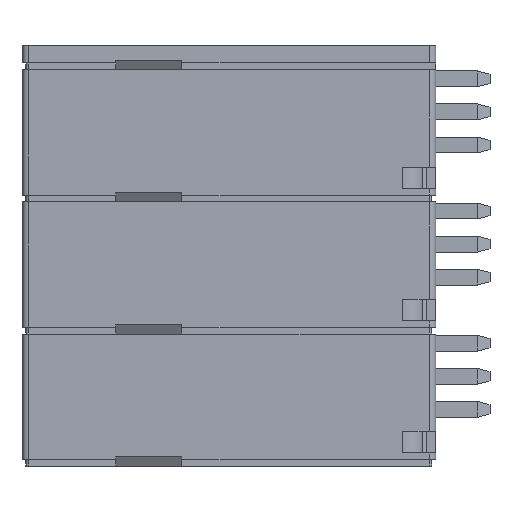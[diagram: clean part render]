
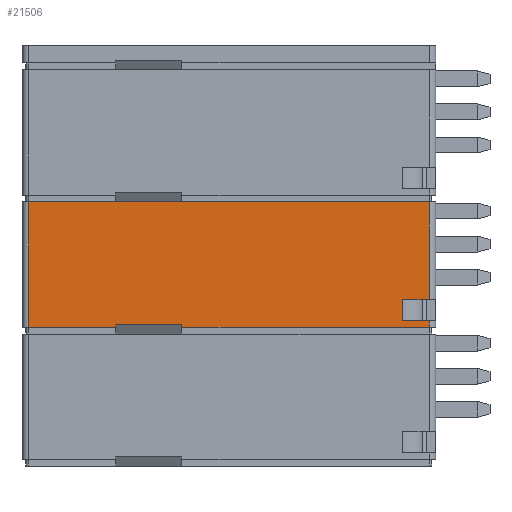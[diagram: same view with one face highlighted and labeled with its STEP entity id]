
A CAD part, left-side view. The second image highlights one B-rep face of the part: STEP entity #21506.
In plain terms, the highlighted planar face has unit normal (-1, 0, 0).
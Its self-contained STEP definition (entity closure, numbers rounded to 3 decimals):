
#701 = VECTOR ( 'NONE', #5598, 1000. ) ;
#734 = ORIENTED_EDGE ( 'NONE', *, *, #8186, .T. ) ;
#1312 = VERTEX_POINT ( 'NONE', #13488 ) ;
#1549 = DIRECTION ( 'NONE',  ( 0., 1., 0. ) ) ;
#1784 = ORIENTED_EDGE ( 'NONE', *, *, #29308, .T. ) ;
#2384 = EDGE_CURVE ( 'NONE', #17695, #6018, #16867, .T. ) ;
#2432 = EDGE_CURVE ( 'NONE', #9509, #17550, #15396, .T. ) ;
#2916 = CARTESIAN_POINT ( 'NONE',  ( -5., -22.8, -12.4 ) ) ;
#3071 = LINE ( 'NONE', #29337, #701 ) ;
#3085 = ORIENTED_EDGE ( 'NONE', *, *, #7245, .T. ) ;
#3859 = LINE ( 'NONE', #13443, #8065 ) ;
#4287 = LINE ( 'NONE', #28040, #16012 ) ;
#4472 = DIRECTION ( 'NONE',  ( 0., 0., 1. ) ) ;
#4762 = LINE ( 'NONE', #6816, #19289 ) ;
#4897 = VECTOR ( 'NONE', #26569, 1000. ) ;
#4910 = CARTESIAN_POINT ( 'NONE',  ( -5., 7.5, -14.5 ) ) ;
#5280 = DIRECTION ( 'NONE',  ( 0., 0., 1. ) ) ;
#5338 = CARTESIAN_POINT ( 'NONE',  ( -5., -22.8, -14.5 ) ) ;
#5472 = ORIENTED_EDGE ( 'NONE', *, *, #27224, .F. ) ;
#5598 = DIRECTION ( 'NONE',  ( 0., 1., 0. ) ) ;
#5807 = DIRECTION ( 'NONE',  ( 0., 0., -1. ) ) ;
#6018 = VERTEX_POINT ( 'NONE', #14401 ) ;
#6503 = VERTEX_POINT ( 'NONE', #10698 ) ;
#6816 = CARTESIAN_POINT ( 'NONE',  ( -5., 7.5, -14.5 ) ) ;
#6821 = DIRECTION ( 'NONE',  ( 0., 0., -1. ) ) ;
#7245 = EDGE_CURVE ( 'NONE', #9509, #6018, #3071, .T. ) ;
#7667 = VERTEX_POINT ( 'NONE', #25829 ) ;
#8065 = VECTOR ( 'NONE', #4472, 1000. ) ;
#8186 = EDGE_CURVE ( 'NONE', #28005, #6503, #14396, .T. ) ;
#8252 = EDGE_CURVE ( 'NONE', #27799, #21786, #29178, .T. ) ;
#9509 = VERTEX_POINT ( 'NONE', #26704 ) ;
#9788 = EDGE_CURVE ( 'NONE', #25800, #28005, #28934, .T. ) ;
#9835 = VECTOR ( 'NONE', #19592, 1000. ) ;
#10011 = CARTESIAN_POINT ( 'NONE',  ( -5., -4.1, -14.3 ) ) ;
#10698 = CARTESIAN_POINT ( 'NONE',  ( -5., -20.8, -14. ) ) ;
#10857 = VECTOR ( 'NONE', #5280, 1000. ) ;
#11680 = ORIENTED_EDGE ( 'NONE', *, *, #9788, .T. ) ;
#11827 = DIRECTION ( 'NONE',  ( 0., -1., 0. ) ) ;
#11943 = EDGE_CURVE ( 'NONE', #25800, #27799, #4287, .T. ) ;
#12324 = CARTESIAN_POINT ( 'NONE',  ( -5., -22.8, -14.5 ) ) ;
#12357 = EDGE_LOOP ( 'NONE', ( #734, #5472, #17184, #19244, #3085, #25041, #1784, #27023, #24110, #23586, #22000, #11680 ) ) ;
#12932 = EDGE_CURVE ( 'NONE', #7667, #27802, #3859, .T. ) ;
#13028 = DIRECTION ( 'NONE',  ( -1., 0., 0. ) ) ;
#13443 = CARTESIAN_POINT ( 'NONE',  ( -5., 0.9, -14.5 ) ) ;
#13488 = CARTESIAN_POINT ( 'NONE',  ( -5., -20.8, -12.4 ) ) ;
#13782 = VECTOR ( 'NONE', #5807, 1000. ) ;
#14324 = EDGE_CURVE ( 'NONE', #1312, #17550, #22882, .T. ) ;
#14396 = LINE ( 'NONE', #31068, #9835 ) ;
#14401 = CARTESIAN_POINT ( 'NONE',  ( -5., 7.5, -5. ) ) ;
#14504 = DIRECTION ( 'NONE',  ( 0., 0., 1. ) ) ;
#15396 = LINE ( 'NONE', #24681, #13782 ) ;
#16012 = VECTOR ( 'NONE', #16081, 1000. ) ;
#16081 = DIRECTION ( 'NONE',  ( 0., 1., 0. ) ) ;
#16505 = AXIS2_PLACEMENT_3D ( 'NONE', #24530, #13028, #24854 ) ;
#16867 = LINE ( 'NONE', #4910, #24857 ) ;
#17165 = EDGE_CURVE ( 'NONE', #21786, #27802, #20315, .T. ) ;
#17184 = ORIENTED_EDGE ( 'NONE', *, *, #14324, .T. ) ;
#17441 = CARTESIAN_POINT ( 'NONE',  ( -5., -4.1, -14.5 ) ) ;
#17550 = VERTEX_POINT ( 'NONE', #2916 ) ;
#17608 = CARTESIAN_POINT ( 'NONE',  ( -5., 0.9, -14.3 ) ) ;
#17695 = VERTEX_POINT ( 'NONE', #25730 ) ;
#18772 = LINE ( 'NONE', #28372, #22697 ) ;
#19244 = ORIENTED_EDGE ( 'NONE', *, *, #2432, .F. ) ;
#19289 = VECTOR ( 'NONE', #11827, 1000. ) ;
#19592 = DIRECTION ( 'NONE',  ( 0., 1., 0. ) ) ;
#20285 = PLANE ( 'NONE',  #16505 ) ;
#20315 = LINE ( 'NONE', #20776, #24358 ) ;
#20367 = CARTESIAN_POINT ( 'NONE',  ( -5., -20.8, -12.4 ) ) ;
#20776 = CARTESIAN_POINT ( 'NONE',  ( -5., -4.1, -14.3 ) ) ;
#21506 = ADVANCED_FACE ( 'NONE', ( #22804 ), #20285, .T. ) ;
#21786 = VERTEX_POINT ( 'NONE', #10011 ) ;
#22000 = ORIENTED_EDGE ( 'NONE', *, *, #11943, .F. ) ;
#22697 = VECTOR ( 'NONE', #6821, 1000. ) ;
#22804 = FACE_OUTER_BOUND ( 'NONE', #12357, .T. ) ;
#22882 = LINE ( 'NONE', #20367, #24265 ) ;
#23586 = ORIENTED_EDGE ( 'NONE', *, *, #8252, .F. ) ;
#24110 = ORIENTED_EDGE ( 'NONE', *, *, #17165, .F. ) ;
#24265 = VECTOR ( 'NONE', #29952, 1000. ) ;
#24358 = VECTOR ( 'NONE', #1549, 1000. ) ;
#24530 = CARTESIAN_POINT ( 'NONE',  ( -5., 7.5, -5. ) ) ;
#24681 = CARTESIAN_POINT ( 'NONE',  ( -5., -22.8, -5. ) ) ;
#24854 = DIRECTION ( 'NONE',  ( 0., -1., 0. ) ) ;
#24857 = VECTOR ( 'NONE', #14504, 1000. ) ;
#25041 = ORIENTED_EDGE ( 'NONE', *, *, #2384, .F. ) ;
#25730 = CARTESIAN_POINT ( 'NONE',  ( -5., 7.5, -14.5 ) ) ;
#25800 = VERTEX_POINT ( 'NONE', #12324 ) ;
#25829 = CARTESIAN_POINT ( 'NONE',  ( -5., 0.9, -14.5 ) ) ;
#26569 = DIRECTION ( 'NONE',  ( 0., 0., 1. ) ) ;
#26704 = CARTESIAN_POINT ( 'NONE',  ( -5., -22.8, -5. ) ) ;
#26819 = CARTESIAN_POINT ( 'NONE',  ( -5., -4.1, -14.5 ) ) ;
#27023 = ORIENTED_EDGE ( 'NONE', *, *, #12932, .T. ) ;
#27224 = EDGE_CURVE ( 'NONE', #1312, #6503, #18772, .T. ) ;
#27799 = VERTEX_POINT ( 'NONE', #17441 ) ;
#27802 = VERTEX_POINT ( 'NONE', #17608 ) ;
#28005 = VERTEX_POINT ( 'NONE', #28571 ) ;
#28040 = CARTESIAN_POINT ( 'NONE',  ( -5., -22.8, -14.5 ) ) ;
#28372 = CARTESIAN_POINT ( 'NONE',  ( -5., -20.8, -12.4 ) ) ;
#28571 = CARTESIAN_POINT ( 'NONE',  ( -5., -22.8, -14. ) ) ;
#28934 = LINE ( 'NONE', #5338, #4897 ) ;
#29178 = LINE ( 'NONE', #26819, #10857 ) ;
#29308 = EDGE_CURVE ( 'NONE', #17695, #7667, #4762, .T. ) ;
#29337 = CARTESIAN_POINT ( 'NONE',  ( -5., -22.8, -5. ) ) ;
#29952 = DIRECTION ( 'NONE',  ( 0., -1., 0. ) ) ;
#31068 = CARTESIAN_POINT ( 'NONE',  ( -5., -22.8, -14. ) ) ;
